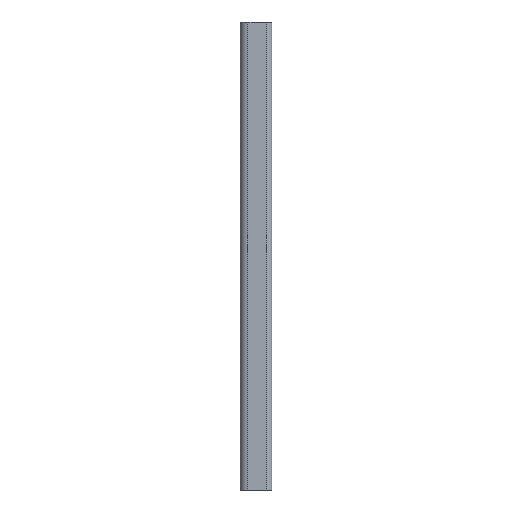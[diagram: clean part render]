
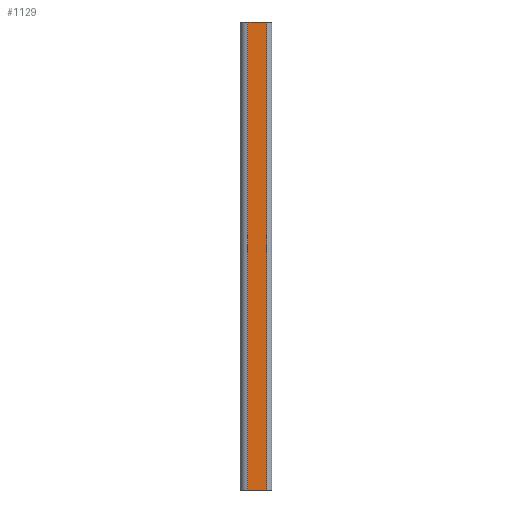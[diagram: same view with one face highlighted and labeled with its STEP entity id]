
A CAD part, front view. The second image highlights one B-rep face of the part: STEP entity #1129.
In plain terms, the highlighted planar face has unit normal (0, -1, 0).
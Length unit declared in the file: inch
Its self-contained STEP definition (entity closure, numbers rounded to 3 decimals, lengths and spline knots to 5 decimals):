
#84 = DIRECTION ( 'NONE',  ( 1., 0., 0. ) ) ;
#85 = CARTESIAN_POINT ( 'NONE',  ( -0.61375, -0.8125, -12. ) ) ;
#126 = DIRECTION ( 'NONE',  ( 0., 0., 1. ) ) ;
#132 = CARTESIAN_POINT ( 'NONE',  ( -0.13625, -0.8125, -12. ) ) ;
#276 = DIRECTION ( 'NONE',  ( 1., 0., 0. ) ) ;
#277 = CARTESIAN_POINT ( 'NONE',  ( -0.61375, -0.8125, 0. ) ) ;
#348 = DIRECTION ( 'NONE',  ( 0., 0., 1. ) ) ;
#355 = CARTESIAN_POINT ( 'NONE',  ( -0.61375, -0.8125, -12. ) ) ;
#428 = LINE ( 'NONE', #277, #429 ) ;
#429 = VECTOR ( 'NONE', #276, 39.37008 ) ;
#459 = LINE ( 'NONE', #355, #464 ) ;
#464 = VECTOR ( 'NONE', #348, 39.37008 ) ;
#645 = DIRECTION ( 'NONE',  ( 1., 0., 0. ) ) ;
#646 = DIRECTION ( 'NONE',  ( 0., -1., 0. ) ) ;
#650 = PLANE ( 'NONE',  #2079 ) ;
#656 = CARTESIAN_POINT ( 'NONE',  ( -0.61375, -0.8125, -12. ) ) ;
#768 = CARTESIAN_POINT ( 'NONE',  ( -0.61375, -0.8125, -12. ) ) ;
#770 = CARTESIAN_POINT ( 'NONE',  ( -0.61375, -0.8125, 0. ) ) ;
#773 = CARTESIAN_POINT ( 'NONE',  ( -0.13625, -0.8125, -12. ) ) ;
#774 = CARTESIAN_POINT ( 'NONE',  ( -0.13625, -0.8125, 0. ) ) ;
#868 = VERTEX_POINT ( 'NONE', #774 ) ;
#869 = VERTEX_POINT ( 'NONE', #773 ) ;
#872 = VERTEX_POINT ( 'NONE', #770 ) ;
#874 = VERTEX_POINT ( 'NONE', #768 ) ;
#958 = FACE_OUTER_BOUND ( 'NONE', #1527, .T. ) ;
#1129 = ADVANCED_FACE ( 'NONE', ( #958 ), #650, .T. ) ;
#1174 = VECTOR ( 'NONE', #126, 39.37008 ) ;
#1180 = LINE ( 'NONE', #132, #1174 ) ;
#1205 = LINE ( 'NONE', #85, #1206 ) ;
#1206 = VECTOR ( 'NONE', #84, 39.37008 ) ;
#1463 = ORIENTED_EDGE ( 'NONE', *, *, #1883, .F. ) ;
#1474 = ORIENTED_EDGE ( 'NONE', *, *, #1979, .T. ) ;
#1501 = ORIENTED_EDGE ( 'NONE', *, *, #1862, .F. ) ;
#1518 = ORIENTED_EDGE ( 'NONE', *, *, #2011, .T. ) ;
#1527 = EDGE_LOOP ( 'NONE', ( #1501, #1463, #1518, #1474 ) ) ;
#1862 = EDGE_CURVE ( 'NONE', #872, #868, #428, .T. ) ;
#1883 = EDGE_CURVE ( 'NONE', #874, #872, #459, .T. ) ;
#1979 = EDGE_CURVE ( 'NONE', #869, #868, #1180, .T. ) ;
#2011 = EDGE_CURVE ( 'NONE', #874, #869, #1205, .T. ) ;
#2079 = AXIS2_PLACEMENT_3D ( 'NONE', #656, #646, #645 ) ;
